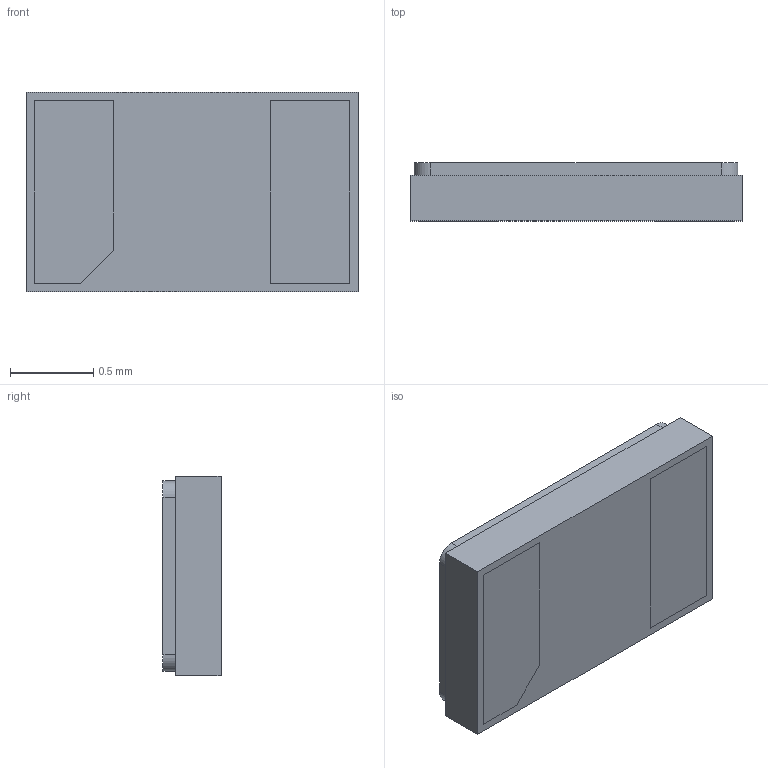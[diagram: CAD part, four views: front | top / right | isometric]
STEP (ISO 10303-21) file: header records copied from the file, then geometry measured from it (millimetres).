
FILE_DESCRIPTION (( 'STEP AP214' ), '1' );
FILE_NAME ('CM8V-T1A 0.3.STEP', '2021-06-14T20:43:58', ( '' ), ( '' ), 'SwSTEP 2.0', 'SolidWorks 2017', '' );
FILE_SCHEMA (( 'AUTOMOTIVE_DESIGN' ));
Length unit declared in the file: millimetre
Products named in the file (1): CM8V-T1A 0.3
Bounding box: 2 x 0.35 x 1.2 mm (x, y, z)
Volume: 0.8 mm3; surface area: 14.8 mm2
Topology: 4 solids, 4 shells, 40 faces, 90 edges, 60 vertices
Faces by surface type: plane 36, cylinder 4
Entity records: 1163 total; most frequent: CARTESIAN_POINT 191, DIRECTION 180, ORIENTED_EDGE 180, EDGE_CURVE 90, LINE 82, VECTOR 82, VERTEX_POINT 60, AXIS2_PLACEMENT_3D 49
